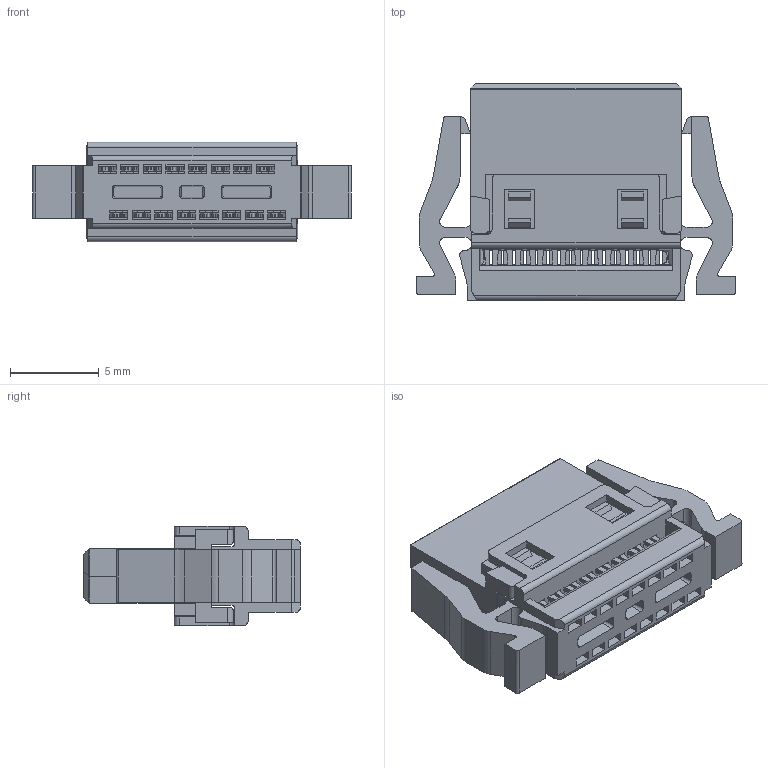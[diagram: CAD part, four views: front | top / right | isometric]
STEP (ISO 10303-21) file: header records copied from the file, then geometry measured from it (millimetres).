
FILE_DESCRIPTION(('CATIA V5 STEP Exchange','CAx-IF Rec.Pracs.--- Model Styling and Organization---1.4--- 2014-01-23'),'2;1');
FILE_NAME ('D1463934_0', '2020-10-01T11:39:09+00:00', ('none'), ('Weidmueller'), 'CATIA Version 5-6 Release 2016 SP3 HF44', 'CATIA V5 STEP AP214', 'none');
FILE_SCHEMA(('AUTOMOTIVE_DESIGN { 1 0 10303 214 1 1 1 1 }'));
Length unit declared in the file: millimetre
Products named in the file (1): 2747530000
Bounding box: 17.94 x 12.2 x 5.6 mm (x, y, z)
Volume: 592.9 mm3; surface area: 1374.1 mm2
Topology: 1 solids, 1 shells, 1032 faces, 2846 edges, 1892 vertices
Faces by surface type: plane 798, cylinder 222, cone 12
Entity records: 34053 total; most frequent: CARTESIAN_POINT 7501, ORIENTED_EDGE 5692, DIRECTION 4627, EDGE_CURVE 2846, VECTOR 2360, LINE 2360, VERTEX_POINT 1892, AXIS2_PLACEMENT_3D 1251
